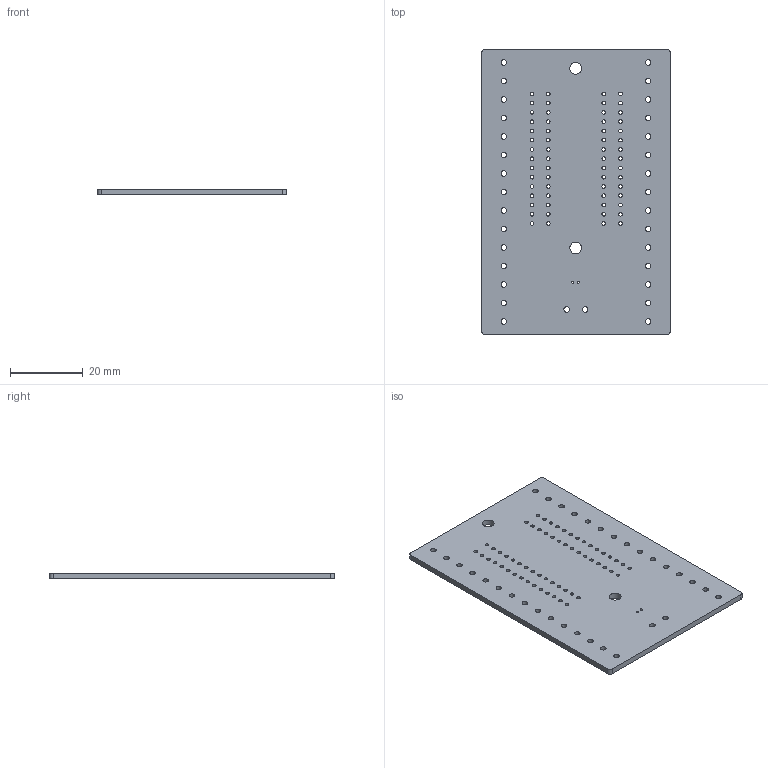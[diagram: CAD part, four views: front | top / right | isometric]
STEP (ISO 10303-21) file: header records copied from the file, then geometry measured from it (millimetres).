
FILE_DESCRIPTION(('KiCad electronic assembly'),'2;1');
FILE_NAME('PTSolns_Nano_Terminal.step','2024-03-14T19:03:19',('Pcbnew'), ('Kicad'),'Open CASCADE STEP processor 7.6','KiCad to STEP converter', 'Unknown');
FILE_SCHEMA(('AUTOMOTIVE_DESIGN { 1 0 10303 214 1 1 1 1 }'));
Length unit declared in the file: millimetre
Products named in the file (2): PTSolns_Nano_Terminal 1; _autosave-PTSolns_Nano_Terminal PCB
Assembly tree (1 placements, depth 2):
  PTSolns_Nano_Terminal 1
    _autosave-PTSolns_Nano_Terminal PCB
Bounding box: 51.82 x 78.23 x 1.6 mm (x, y, z)
Volume: 6289.6 mm3; surface area: 8859.6 mm2
Topology: 1 solids, 1 shells, 106 faces, 312 edges, 208 vertices
Faces by surface type: cylinder 100, plane 6
Full cylindrical faces by diameter (mm): 0.6 x2, 1 x60, 1.52 x32, 3.2 x2
Entity records: 8143 total; most frequent: DIRECTION 1352, CARTESIAN_POINT 1252, ORIENTED_EDGE 624, PCURVE 624, DEFINITIONAL_REPRESENTATION 624, LINE 536, VECTOR 536, CIRCLE 400
